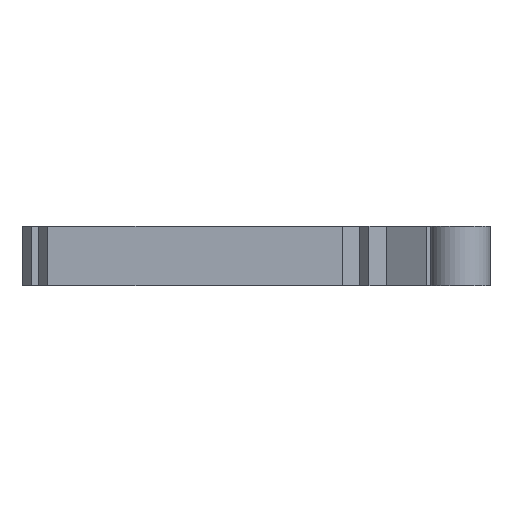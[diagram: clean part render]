
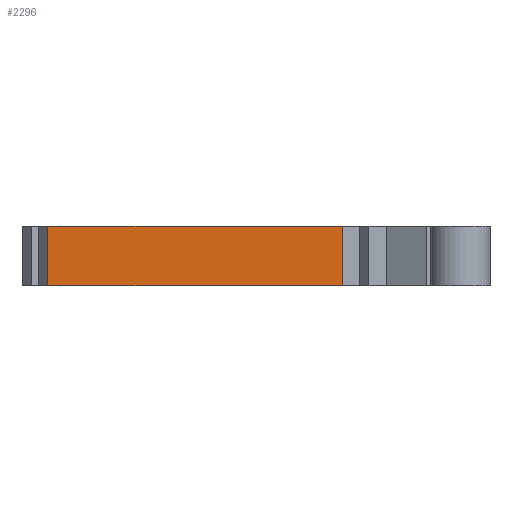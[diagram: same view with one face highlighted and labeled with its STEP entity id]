
A CAD part, front view. The second image highlights one B-rep face of the part: STEP entity #2296.
In plain terms, the highlighted planar face has unit normal (0, -1, 0).
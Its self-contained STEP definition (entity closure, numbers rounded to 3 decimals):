
#58 = EDGE_CURVE ( 'NONE', #2337, #1357, #755, .T. ) ;
#77 = CARTESIAN_POINT ( 'NONE',  ( 1.528, -5.08, 1. ) ) ;
#90 = VECTOR ( 'NONE', #1296, 1000. ) ;
#323 = EDGE_CURVE ( 'NONE', #1092, #2337, #2525, .T. ) ;
#325 = CARTESIAN_POINT ( 'NONE',  ( 1.528, -5.08, 1. ) ) ;
#413 = ORIENTED_EDGE ( 'NONE', *, *, #323, .F. ) ;
#493 = ORIENTED_EDGE ( 'NONE', *, *, #58, .F. ) ;
#658 = ORIENTED_EDGE ( 'NONE', *, *, #2880, .T. ) ;
#755 = LINE ( 'NONE', #1756, #2805 ) ;
#937 = DIRECTION ( 'NONE',  ( 1., 0., 0. ) ) ;
#1092 = VERTEX_POINT ( 'NONE', #2103 ) ;
#1296 = DIRECTION ( 'NONE',  ( 1., 0., 0. ) ) ;
#1306 = CARTESIAN_POINT ( 'NONE',  ( -3.42, -5.08, 0. ) ) ;
#1315 = DIRECTION ( 'NONE',  ( 0., 0., -1. ) ) ;
#1335 = AXIS2_PLACEMENT_3D ( 'NONE', #77, #2758, #1800 ) ;
#1357 = VERTEX_POINT ( 'NONE', #2781 ) ;
#1444 = CARTESIAN_POINT ( 'NONE',  ( 1.528, -5.08, 0. ) ) ;
#1549 = FACE_OUTER_BOUND ( 'NONE', #2790, .T. ) ;
#1742 = VECTOR ( 'NONE', #2682, 1000. ) ;
#1756 = CARTESIAN_POINT ( 'NONE',  ( 1.528, -5.08, 1. ) ) ;
#1800 = DIRECTION ( 'NONE',  ( -1., 0., 0. ) ) ;
#1919 = VERTEX_POINT ( 'NONE', #1306 ) ;
#1924 = CARTESIAN_POINT ( 'NONE',  ( -3.42, -5.08, 1. ) ) ;
#1937 = ORIENTED_EDGE ( 'NONE', *, *, #2165, .T. ) ;
#2103 = CARTESIAN_POINT ( 'NONE',  ( -3.42, -5.08, 1. ) ) ;
#2165 = EDGE_CURVE ( 'NONE', #1092, #1919, #2172, .T. ) ;
#2172 = LINE ( 'NONE', #1924, #1742 ) ;
#2178 = LINE ( 'NONE', #1444, #2264 ) ;
#2244 = CARTESIAN_POINT ( 'NONE',  ( 1.528, -5.08, 1. ) ) ;
#2264 = VECTOR ( 'NONE', #937, 1000. ) ;
#2291 = PLANE ( 'NONE',  #1335 ) ;
#2296 = ADVANCED_FACE ( 'NONE', ( #1549 ), #2291, .F. ) ;
#2337 = VERTEX_POINT ( 'NONE', #2244 ) ;
#2525 = LINE ( 'NONE', #325, #90 ) ;
#2682 = DIRECTION ( 'NONE',  ( 0., 0., -1. ) ) ;
#2758 = DIRECTION ( 'NONE',  ( 0., 1., 0. ) ) ;
#2781 = CARTESIAN_POINT ( 'NONE',  ( 1.528, -5.08, 0. ) ) ;
#2790 = EDGE_LOOP ( 'NONE', ( #658, #493, #413, #1937 ) ) ;
#2805 = VECTOR ( 'NONE', #1315, 1000. ) ;
#2880 = EDGE_CURVE ( 'NONE', #1919, #1357, #2178, .T. ) ;
